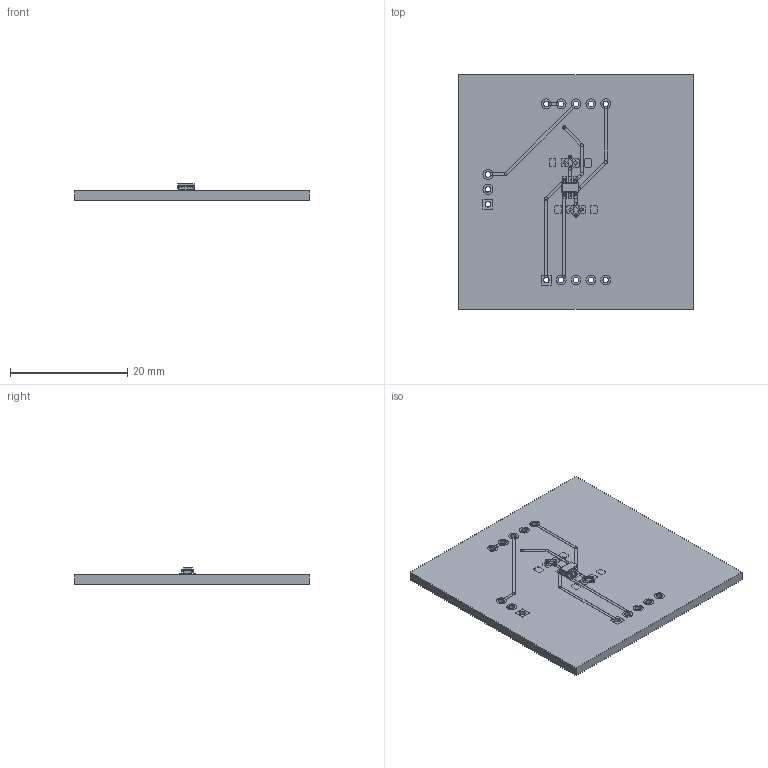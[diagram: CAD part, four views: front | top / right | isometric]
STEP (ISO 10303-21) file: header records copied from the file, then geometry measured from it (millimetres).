
FILE_DESCRIPTION(('KiCad electronic assembly'),'2;1');
FILE_NAME('StackBoard_OPA836.step','2025-08-10T00:02:08',('Pcbnew'),( 'Kicad'),'Open CASCADE STEP processor 7.8','KiCad to STEP converter' ,'Unknown');
FILE_SCHEMA(('AUTOMOTIVE_DESIGN { 1 0 10303 214 1 1 1 1 }'));
Length unit declared in the file: millimetre
Products named in the file (116): StackBoard_OPA836 1; OPA836IDBVT; DBV0006A_ASM; StackBoard_OPA836_track_1; StackBoard_OPA836_track_2; StackBoard_OPA836_track_3; StackBoard_OPA836_track_4; StackBoard_OPA836_track_5; StackBoard_OPA836_track_6; StackBoard_OPA836_track_7; StackBoard_OPA836_track_8; StackBoard_OPA836_track_9; StackBoard_OPA836_track_10; StackBoard_OPA836_track_11; StackBoard_OPA836_track_12; StackBoard_OPA836_track_13; StackBoard_OPA836_track_14; StackBoard_OPA836_track_15; StackBoard_OPA836_track_16; StackBoard_OPA836_track_17; StackBoard_OPA836_track_18; StackBoard_OPA836_track_19; StackBoard_OPA836_track_20; StackBoard_OPA836_track_21; StackBoard_OPA836_track_22; StackBoard_OPA836_track_23; StackBoard_OPA836_track_24; StackBoard_OPA836_track_25; StackBoard_OPA836_track_26; StackBoard_OPA836_track_27; StackBoard_OPA836_track_28; StackBoard_OPA836_track_29; StackBoard_OPA836_track_30; StackBoard_OPA836_track_31; StackBoard_OPA836_track_32; StackBoard_OPA836_track_33; StackBoard_OPA836_track_34; StackBoard_OPA836_track_35; StackBoard_OPA836_track_36; StackBoard_OPA836_track_37 ...
Assembly tree (115 placements, depth 3):
  StackBoard_OPA836 1
    OPA836IDBVT
      DBV0006A_ASM
    StackBoard_OPA836_track_1
    StackBoard_OPA836_track_2
    StackBoard_OPA836_track_3
    StackBoard_OPA836_track_4
    StackBoard_OPA836_track_5
    StackBoard_OPA836_track_6
    StackBoard_OPA836_track_7
    StackBoard_OPA836_track_8
    StackBoard_OPA836_track_9
    StackBoard_OPA836_track_10
    StackBoard_OPA836_track_11
    StackBoard_OPA836_track_12
    StackBoard_OPA836_track_13
    StackBoard_OPA836_track_14
    StackBoard_OPA836_track_15
    StackBoard_OPA836_track_16
    StackBoard_OPA836_track_17
    StackBoard_OPA836_track_18
    StackBoard_OPA836_track_19
    StackBoard_OPA836_track_20
    StackBoard_OPA836_track_21
    StackBoard_OPA836_track_22
    StackBoard_OPA836_track_23
    StackBoard_OPA836_track_24
    StackBoard_OPA836_track_25
    StackBoard_OPA836_track_26
    StackBoard_OPA836_track_27
    StackBoard_OPA836_track_28
    StackBoard_OPA836_track_29
    StackBoard_OPA836_track_30
    StackBoard_OPA836_track_31
    StackBoard_OPA836_track_32
    StackBoard_OPA836_track_33
    StackBoard_OPA836_track_34
    StackBoard_OPA836_track_35
    StackBoard_OPA836_track_36
    StackBoard_OPA836_track_37
    StackBoard_OPA836_track_38
    StackBoard_OPA836_track_39
    StackBoard_OPA836_track_40
    StackBoard_OPA836_track_41
    StackBoard_OPA836_track_42
    StackBoard_OPA836_track_43
    StackBoard_OPA836_track_44
    StackBoard_OPA836_track_45
    StackBoard_OPA836_track_46
    StackBoard_OPA836_track_47
    StackBoard_OPA836_pad_1
    StackBoard_OPA836_pad_2
    StackBoard_OPA836_pad_3
    StackBoard_OPA836_pad_4
    StackBoard_OPA836_pad_5
    StackBoard_OPA836_pad_6
    StackBoard_OPA836_pad_7
    StackBoard_OPA836_pad_8
    StackBoard_OPA836_pad_9
    StackBoard_OPA836_pad_10
Bounding box: 40 x 40 x 2.88 mm (x, y, z)
Volume: 2555.5 mm3; surface area: 4003 mm2
Topology: 120 solids, 120 shells, 1513 faces, 3795 edges, 2522 vertices
Faces by surface type: plane 1258, cylinder 247, sphere 8
Full cylindrical faces by diameter (mm): 0.25 x26, 0.3 x8, 0.6 x8, 0.95 x39, 1 x26
Entity records: 47881 total; most frequent: CARTESIAN_POINT 8058, ORIENTED_EDGE 7590, DIRECTION 7507, EDGE_CURVE 3795, LINE 3293, VECTOR 3293, VERTEX_POINT 2522, AXIS2_PLACEMENT_3D 2107
